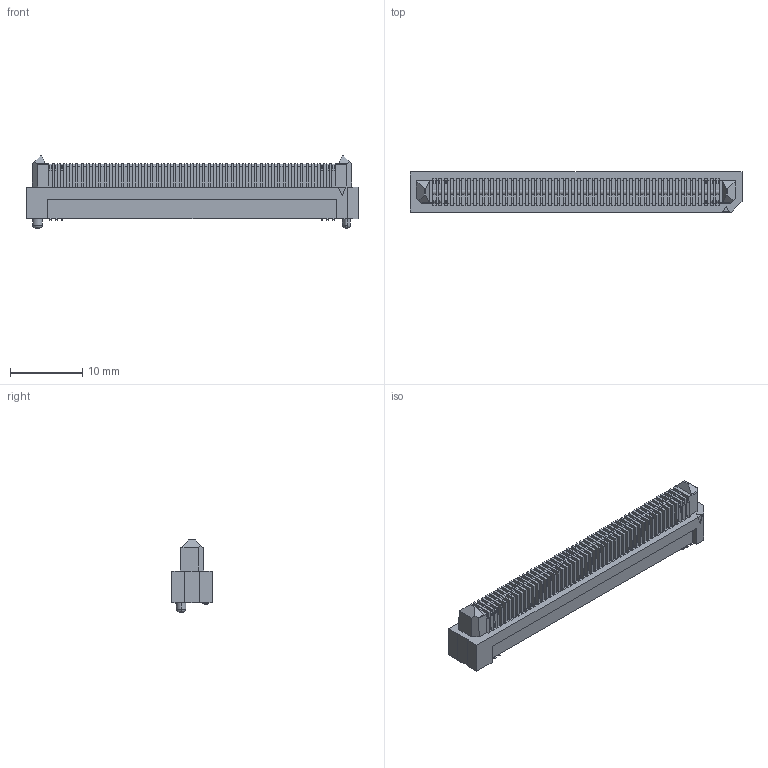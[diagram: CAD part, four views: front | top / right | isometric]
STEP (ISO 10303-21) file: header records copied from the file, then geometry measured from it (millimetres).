
FILE_DESCRIPTION((''),'2;1');
FILE_NAME('SAMTEC_ERM8-050-05.0-S-DV-K-TR.stp','2015-02-03T15:15:41',(''),(''),'Mechanical Desktop 2011','Mechanical Desktop 2011',', , ');
FILE_SCHEMA(('AUTOMOTIVE_DESIGN { 1 2 10303 214 1 1 1 1 }'));
Length unit declared in the file: millimetre
Products named in the file (1): Product
Bounding box: 46 x 5.6 x 9.98 mm (x, y, z)
Volume: 1214.1 mm3; surface area: 2490.1 mm2
Topology: 30 solids, 30 shells, 1229 faces, 3121 edges, 2000 vertices
Faces by surface type: plane 1002, cylinder 123, bspline 104
Entity records: 36717 total; most frequent: CARTESIAN_POINT 7201, ORIENTED_EDGE 6234, DIRECTION 5649, EDGE_CURVE 3117, VECTOR 2837, LINE 2837, VERTEX_POINT 2000, AXIS2_PLACEMENT_3D 1406
